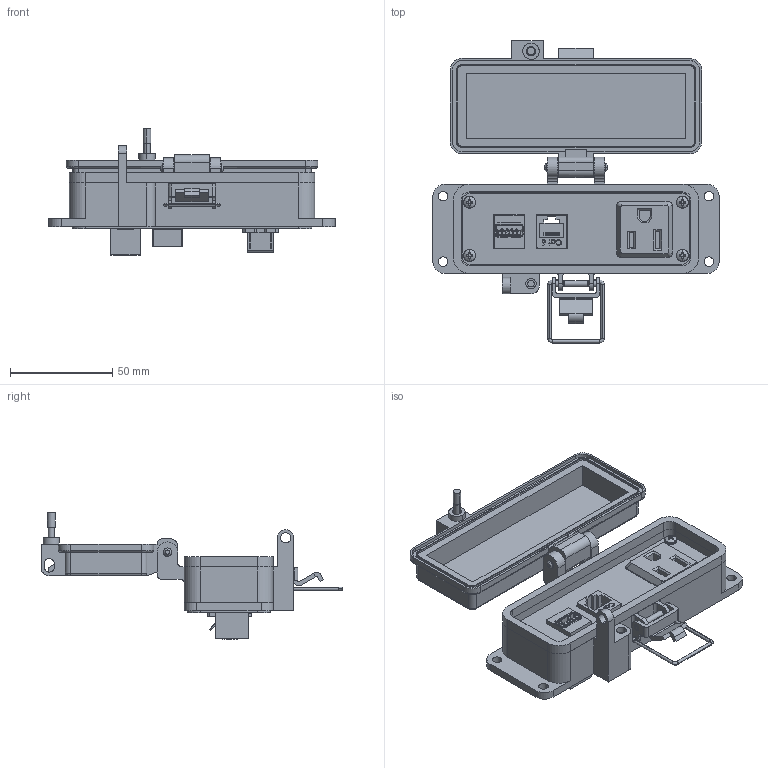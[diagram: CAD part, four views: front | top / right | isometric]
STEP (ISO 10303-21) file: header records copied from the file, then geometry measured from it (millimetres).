
FILE_DESCRIPTION (( 'STEP AP203' ), '1' );
FILE_NAME ('P-P33R62-H2R0_3D.STEP', '2021-11-05T13:56:40', ( '' ), ( '' ), 'SwSTEP 2.0', 'SolidWorks 2019', '' );
FILE_SCHEMA (( 'CONFIG_CONTROL_DESIGN' ));
Length unit declared in the file: millimetre
Products named in the file (15): R62; Z-H-H2_B; P-P33R62-H2R0_BP180_1; Z-000-4243316TFP; -H2; U3C00029-MA1; 1AA05-054_Crimped; Z-200-OTLT-R0SQ; Z-300-RJ45CAT6; P-P33R62-H2R0_3D; P-P33R62-H2R0_TP060_1; 92005A124_METRIC PAN HEAD PHILLIPS MACHINE SCREW_92005A124; P-P33R62-H2R0_FP060_1; R; P33
Assembly tree (21 placements, depth 3):
  P-P33R62-H2R0_3D
    P-P33R62-H2R0_BP180_1
    P-P33R62-H2R0_FP060_1
    P-P33R62-H2R0_TP060_1
    Z-000-4243316TFP  x4
    P33
      U3C00029-MA1
      1AA05-054_Crimped  x2
    R62
      Z-300-RJ45CAT6
    R
      Z-200-OTLT-R0SQ
    -H2
      Z-H-H2_B
    92005A124_METRIC PAN HEAD PHILLIPS MACHINE SCREW_92005A124  x4
Bounding box: 140 x 147.61 x 61.72 mm (x, y, z)
Volume: 114021.1 mm3; surface area: 90860.6 mm2
Topology: 24 solids, 24 shells, 3579 faces, 9962 edges, 6565 vertices
Faces by surface type: plane 1769, cylinder 1205, bspline 493, cone 85, torus 19, sphere 8
Entity records: 83539 total; most frequent: CARTESIAN_POINT 31057, ORIENTED_EDGE 11548, DIRECTION 9040, EDGE_CURVE 5774, LINE 3838, VECTOR 3838, VERTEX_POINT 3806, AXIS2_PLACEMENT_3D 2601
